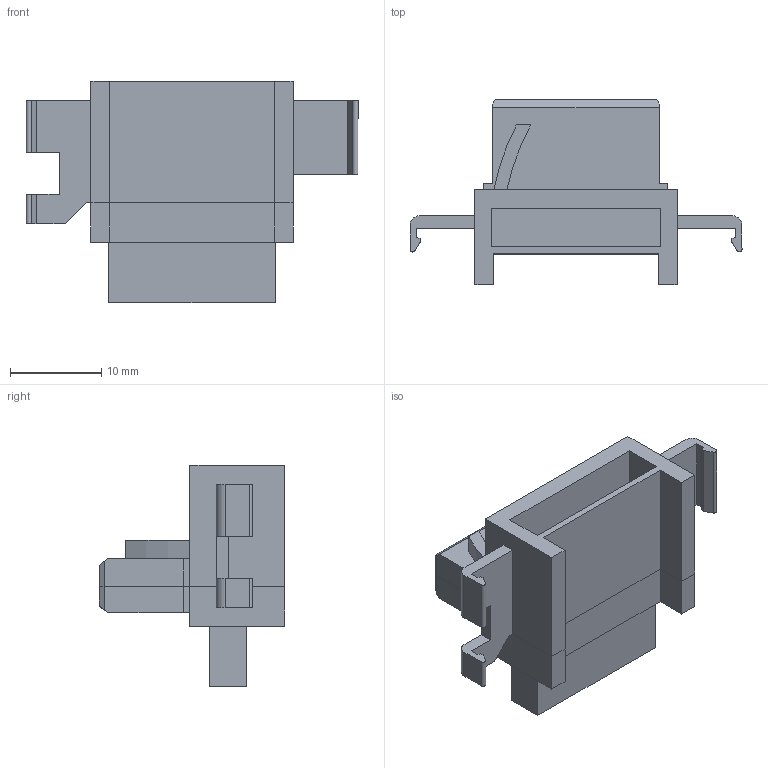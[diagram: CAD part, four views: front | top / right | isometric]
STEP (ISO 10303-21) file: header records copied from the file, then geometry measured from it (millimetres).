
FILE_DESCRIPTION (( 'STEP AP203' ), '1' );
FILE_NAME ('91_948_01_01_0.STEP', '2016-10-18T09:41:28', ( '' ), ( '' ), 'SwSTEP 2.0', 'SolidWorks 2015', '' );
FILE_SCHEMA (( 'CONFIG_CONTROL_DESIGN' ));
Length unit declared in the file: millimetre
Products named in the file (3): 91_948_01_01_0__Geh-Stiftseite_PAC-BUS_vereinfacht ; 91_948_01_01_0__Geh-Buchsenseite_PAC-BUS_vereinfacht ; 91_948_01_01_0
Assembly tree (2 placements, depth 2):
  91_948_01_01_0
    91_948_01_01_0__Geh-Stiftseite_PAC-BUS_vereinfacht 
    91_948_01_01_0__Geh-Buchsenseite_PAC-BUS_vereinfacht 
Bounding box: 36.3 x 20.25 x 24.2 mm (x, y, z)
Volume: 4240.3 mm3; surface area: 3794.7 mm2
Topology: 2 solids, 2 shells, 89 faces, 246 edges, 164 vertices
Faces by surface type: plane 81, cylinder 8
Entity records: 3101 total; most frequent: CARTESIAN_POINT 504, ORIENTED_EDGE 492, DIRECTION 450, EDGE_CURVE 246, VECTOR 230, LINE 230, VERTEX_POINT 164, AXIS2_PLACEMENT_3D 110
